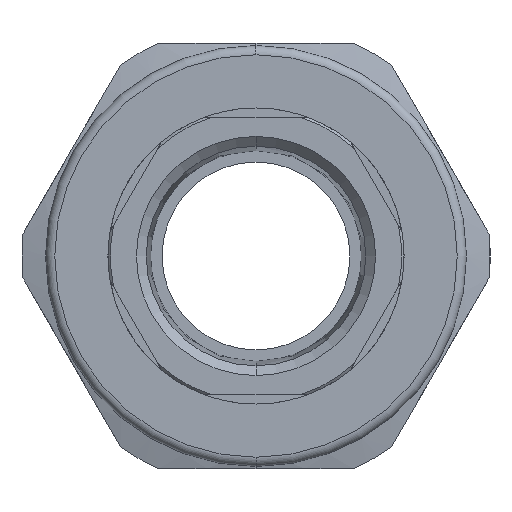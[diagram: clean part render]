
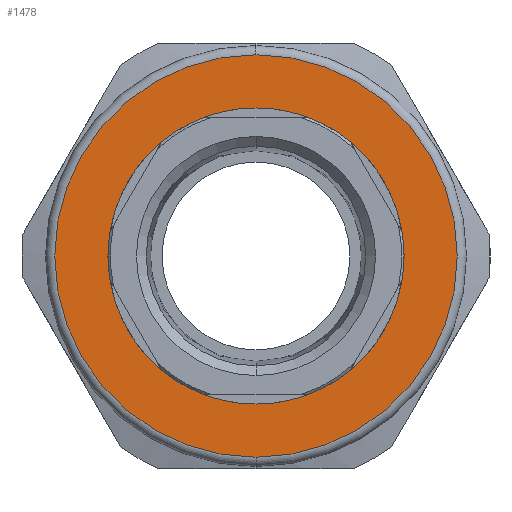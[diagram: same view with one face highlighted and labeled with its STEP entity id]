
A CAD part, left-side view. The second image highlights one B-rep face of the part: STEP entity #1478.
In plain terms, the highlighted planar face has unit normal (-1, 0, 0).
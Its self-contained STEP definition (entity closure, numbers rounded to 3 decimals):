
#36 = VERTEX_POINT ( 'NONE', #971 ) ;
#40 = VERTEX_POINT ( 'NONE', #723 ) ;
#69 = CARTESIAN_POINT ( 'NONE',  ( -6.13, 0., 0. ) ) ;
#119 = CARTESIAN_POINT ( 'NONE',  ( -6.13, 0., 0. ) ) ;
#203 = AXIS2_PLACEMENT_3D ( 'NONE', #325, #276, #940 ) ;
#228 = DIRECTION ( 'NONE',  ( 1., 0., 0. ) ) ;
#276 = DIRECTION ( 'NONE',  ( 1., 0., 0. ) ) ;
#288 = PLANE ( 'NONE',  #2526 ) ;
#324 = EDGE_LOOP ( 'NONE', ( #1905, #988 ) ) ;
#325 = CARTESIAN_POINT ( 'NONE',  ( -6.13, 0., 0. ) ) ;
#416 = DIRECTION ( 'NONE',  ( 1., 0., 0. ) ) ;
#466 = EDGE_LOOP ( 'NONE', ( #2487, #777 ) ) ;
#507 = DIRECTION ( 'NONE',  ( 0., 0., -1. ) ) ;
#541 = CIRCLE ( 'NONE', #1587, 21.75 ) ;
#600 = EDGE_CURVE ( 'NONE', #2012, #36, #2030, .T. ) ;
#723 = CARTESIAN_POINT ( 'NONE',  ( -6.13, 0., -21.75 ) ) ;
#742 = FACE_BOUND ( 'NONE', #324, .T. ) ;
#748 = EDGE_CURVE ( 'NONE', #36, #2012, #2041, .T. ) ;
#772 = VERTEX_POINT ( 'NONE', #923 ) ;
#777 = ORIENTED_EDGE ( 'NONE', *, *, #2225, .F. ) ;
#892 = CIRCLE ( 'NONE', #1755, 21.75 ) ;
#905 = DIRECTION ( 'NONE',  ( 0., 0., -1. ) ) ;
#923 = CARTESIAN_POINT ( 'NONE',  ( -6.13, 0., 21.75 ) ) ;
#940 = DIRECTION ( 'NONE',  ( 0., 0., 1. ) ) ;
#971 = CARTESIAN_POINT ( 'NONE',  ( -6.13, 0., 16. ) ) ;
#988 = ORIENTED_EDGE ( 'NONE', *, *, #600, .T. ) ;
#1047 = AXIS2_PLACEMENT_3D ( 'NONE', #2494, #416, #2505 ) ;
#1478 = ADVANCED_FACE ( 'NONE', ( #742, #2358 ), #288, .T. ) ;
#1560 = DIRECTION ( 'NONE',  ( -1., 0., 0. ) ) ;
#1568 = EDGE_CURVE ( 'NONE', #40, #772, #892, .T. ) ;
#1587 = AXIS2_PLACEMENT_3D ( 'NONE', #1741, #1756, #507 ) ;
#1741 = CARTESIAN_POINT ( 'NONE',  ( -6.13, 0., 0. ) ) ;
#1755 = AXIS2_PLACEMENT_3D ( 'NONE', #69, #228, #905 ) ;
#1756 = DIRECTION ( 'NONE',  ( 1., 0., 0. ) ) ;
#1879 = CARTESIAN_POINT ( 'NONE',  ( -6.13, 0., -16. ) ) ;
#1905 = ORIENTED_EDGE ( 'NONE', *, *, #748, .T. ) ;
#2012 = VERTEX_POINT ( 'NONE', #1879 ) ;
#2030 = CIRCLE ( 'NONE', #1047, 16. ) ;
#2041 = CIRCLE ( 'NONE', #203, 16. ) ;
#2225 = EDGE_CURVE ( 'NONE', #772, #40, #541, .T. ) ;
#2358 = FACE_OUTER_BOUND ( 'NONE', #466, .T. ) ;
#2487 = ORIENTED_EDGE ( 'NONE', *, *, #1568, .F. ) ;
#2494 = CARTESIAN_POINT ( 'NONE',  ( -6.13, 0., 0. ) ) ;
#2505 = DIRECTION ( 'NONE',  ( 0., 0., 1. ) ) ;
#2526 = AXIS2_PLACEMENT_3D ( 'NONE', #119, #1560, #2573 ) ;
#2573 = DIRECTION ( 'NONE',  ( 0., 0., 1. ) ) ;
